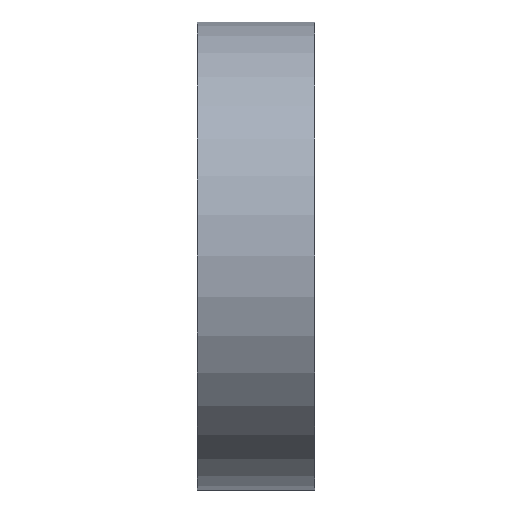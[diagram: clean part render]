
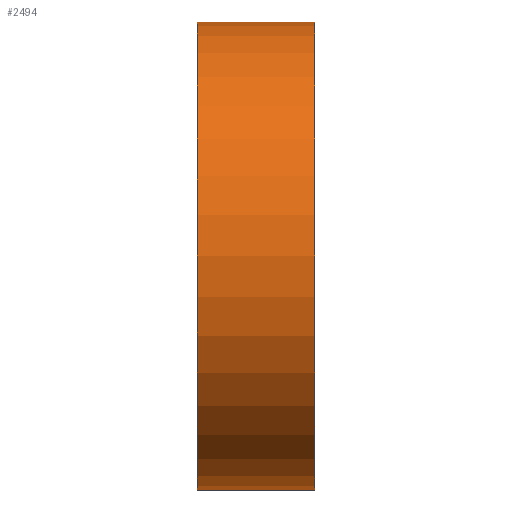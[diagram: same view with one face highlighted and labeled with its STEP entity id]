
A CAD part, left-side view. The second image highlights one B-rep face of the part: STEP entity #2494.
In plain terms, the highlighted cylindrical face has radius 50.8 mm (diameter 101.6 mm), a full revolution.
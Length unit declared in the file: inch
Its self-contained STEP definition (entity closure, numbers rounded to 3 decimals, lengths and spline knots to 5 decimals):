
#112=FACE_OUTER_BOUND('',#242,.T.);
#242=EDGE_LOOP('',(#1697,#1698,#1699,#1700));
#424=LINE('',#3934,#624);
#624=VECTOR('',#3098,2.);
#831=CIRCLE('',#2681,2.);
#832=CIRCLE('',#2682,2.);
#1043=VERTEX_POINT('',#3931);
#1044=VERTEX_POINT('',#3933);
#1306=EDGE_CURVE('',#1043,#1043,#831,.T.);
#1307=EDGE_CURVE('',#1043,#1044,#424,.T.);
#1308=EDGE_CURVE('',#1044,#1044,#832,.T.);
#1697=ORIENTED_EDGE('',*,*,#1306,.T.);
#1698=ORIENTED_EDGE('',*,*,#1307,.T.);
#1699=ORIENTED_EDGE('',*,*,#1308,.F.);
#1700=ORIENTED_EDGE('',*,*,#1307,.F.);
#2402=CYLINDRICAL_SURFACE('',#2680,2.);
#2494=ADVANCED_FACE('',(#112),#2402,.T.);
#2680=AXIS2_PLACEMENT_3D('',#3930,#3094,#3095);
#2681=AXIS2_PLACEMENT_3D('',#3932,#3096,#3097);
#2682=AXIS2_PLACEMENT_3D('',#3935,#3099,#3100);
#3094=DIRECTION('center_axis',(0.,-1.,0.));
#3095=DIRECTION('ref_axis',(0.,0.,-1.));
#3096=DIRECTION('center_axis',(0.,1.,0.));
#3097=DIRECTION('ref_axis',(0.,0.,1.));
#3098=DIRECTION('',(0.,1.,0.));
#3099=DIRECTION('center_axis',(0.,1.,0.));
#3100=DIRECTION('ref_axis',(0.,0.,1.));
#3930=CARTESIAN_POINT('Origin',(0.,0.5,0.));
#3931=CARTESIAN_POINT('',(0.,-0.5,2.));
#3932=CARTESIAN_POINT('Origin',(0.,-0.5,0.));
#3933=CARTESIAN_POINT('',(0.,0.5,2.));
#3934=CARTESIAN_POINT('',(0.,0.5,2.));
#3935=CARTESIAN_POINT('Origin',(0.,0.5,0.));
